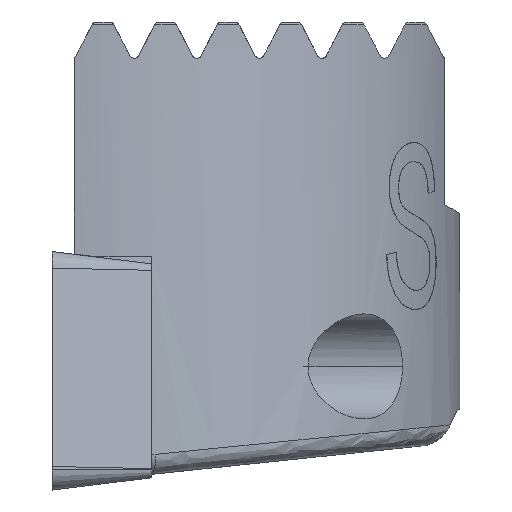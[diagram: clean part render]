
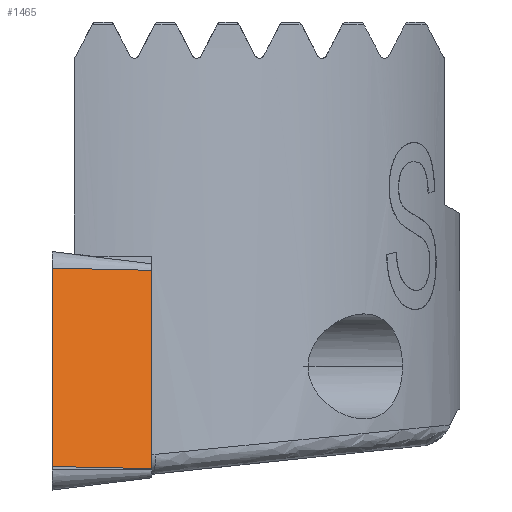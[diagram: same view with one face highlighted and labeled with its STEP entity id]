
A CAD part, left-side view. The second image highlights one B-rep face of the part: STEP entity #1465.
In plain terms, the highlighted planar face has unit normal (-0.978, -0.122, 0.172).
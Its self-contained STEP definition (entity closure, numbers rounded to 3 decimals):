
#1465=ADVANCED_FACE('NONE',(#4178),#4179,.T.);
#1929=EDGE_CURVE('NONE',#2939,#3577,#4697,.T.);
#2001=EDGE_CURVE('NONE',#2355,#2665,#4773,.T.);
#2285=EDGE_CURVE('NONE',#2665,#3577,#5081,.T.);
#2355=VERTEX_POINT('NONE',#5155);
#2665=VERTEX_POINT('NONE',#5493);
#2939=VERTEX_POINT('NONE',#5792);
#3265=EDGE_CURVE('NONE',#2939,#2355,#6144,.T.);
#3577=VERTEX_POINT('NONE',#6489);
#4178=FACE_OUTER_BOUND('',#7286,.T.);
#4179=PLANE('',#7287);
#4697=LINE('',#8509,#8510);
#4773=LINE('',#8645,#8646);
#5081=LINE('',#9336,#9337);
#5155=CARTESIAN_POINT('',(0.569,-3.57,0.854));
#5493=CARTESIAN_POINT('',(0.089,0.4,0.939));
#5792=CARTESIAN_POINT('',(1.966,-3.57,8.779));
#6144=LINE('',#13070,#13071);
#6489=CARTESIAN_POINT('',(1.486,0.4,8.864));
#7286=EDGE_LOOP('',(#15254,#15255,#15256,#15257));
#7287=AXIS2_PLACEMENT_3D('',#15258,#15259,#15260);
#8509=CARTESIAN_POINT('',(1.486,0.4,8.864));
#8510=VECTOR('',#15839,1000.0);
#8645=CARTESIAN_POINT('',(0.089,0.4,0.939));
#8646=VECTOR('',#15908,1000.0);
#9336=CARTESIAN_POINT('',(0.089,0.4,0.939));
#9337=VECTOR('',#16231,1000.0);
#13070=CARTESIAN_POINT('',(0.569,-3.57,0.854));
#13071=VECTOR('',#17303,1000.0);
#15254=ORIENTED_EDGE('',*,*,#3265,.F.);
#15255=ORIENTED_EDGE('',*,*,#1929,.T.);
#15256=ORIENTED_EDGE('',*,*,#2285,.F.);
#15257=ORIENTED_EDGE('',*,*,#2001,.F.);
#15258=CARTESIAN_POINT('',(0.089,0.4,0.939));
#15259=DIRECTION('',(-0.977,-0.122,0.172));
#15260=DIRECTION('',(-0.174,0.,-0.985));
#15839=DIRECTION('',(-0.12,0.993,0.021));
#15908=DIRECTION('',(-0.12,0.993,0.021));
#16231=DIRECTION('',(0.174,0.,0.985));
#17303=DIRECTION('',(-0.174,0.,-0.985));
